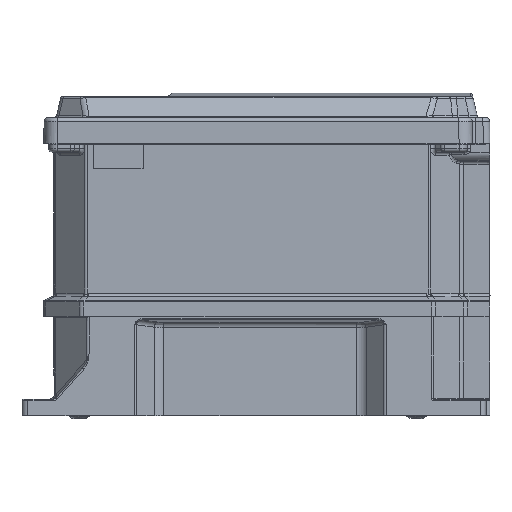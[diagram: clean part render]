
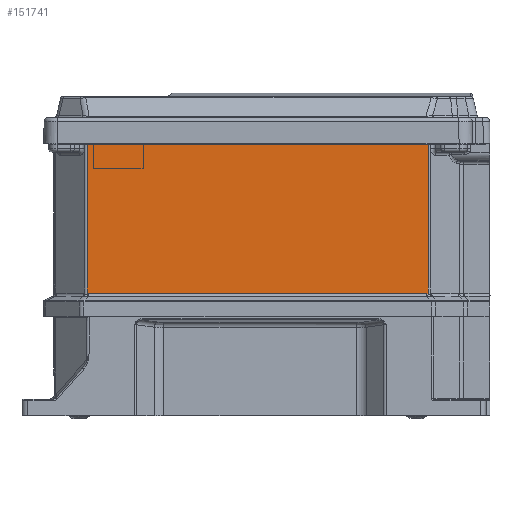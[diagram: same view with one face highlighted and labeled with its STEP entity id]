
A CAD part, left-side view. The second image highlights one B-rep face of the part: STEP entity #151741.
In plain terms, the highlighted face is planar.
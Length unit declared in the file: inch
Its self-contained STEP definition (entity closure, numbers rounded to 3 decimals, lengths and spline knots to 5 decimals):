
#1635 = ORIENTED_EDGE ( 'NONE', *, *, #47031, .F. ) ;
#7358 = CARTESIAN_POINT ( 'NONE',  ( -3.81209, 5.50334, -1.07605 ) ) ;
#8259 = CARTESIAN_POINT ( 'NONE',  ( -3.81209, 5.50334, -4.69979 ) ) ;
#12045 = AXIS2_PLACEMENT_3D ( 'NONE', #177474, #26232, #144467 ) ;
#12805 = ORIENTED_EDGE ( 'NONE', *, *, #37039, .T. ) ;
#19329 = LINE ( 'NONE', #178744, #103397 ) ;
#21512 = B_SPLINE_CURVE_WITH_KNOTS ( 'NONE', 3,
 ( #214254, #64374, #181862, #215727 ),
 .UNSPECIFIED., .F., .F.,
 ( 4, 4 ),
 ( 0., 1. ),
 .UNSPECIFIED. ) ;
#22323 = EDGE_CURVE ( 'NONE', #140037, #149810, #161298, .T. ) ;
#26232 = DIRECTION ( 'NONE',  ( 1., 0., 0. ) ) ;
#37039 = EDGE_CURVE ( 'NONE', #140037, #64351, #165944, .T. ) ;
#41767 = CARTESIAN_POINT ( 'NONE',  ( -3.81209, -2.53049, -1.18235 ) ) ;
#47031 = EDGE_CURVE ( 'NONE', #162837, #167213, #157421, .T. ) ;
#47310 = CARTESIAN_POINT ( 'NONE',  ( -3.81209, -2.53049, -4.69979 ) ) ;
#62518 = EDGE_CURVE ( 'NONE', #162837, #149810, #21512, .T. ) ;
#64351 = VERTEX_POINT ( 'NONE', #189885 ) ;
#64374 = CARTESIAN_POINT ( 'NONE',  ( -3.81209, 5.4913, -4.69901 ) ) ;
#69305 = CARTESIAN_POINT ( 'NONE',  ( -3.81209, -2.49453, -4.69862 ) ) ;
#74770 = PLANE ( 'NONE',  #12045 ) ;
#89532 = DIRECTION ( 'NONE',  ( 0., 1., 0. ) ) ;
#103397 = VECTOR ( 'NONE', #159768, 39.37008 ) ;
#106563 = EDGE_LOOP ( 'NONE', ( #137780, #12805, #116138, #177886, #1635, #211551 ) ) ;
#116138 = ORIENTED_EDGE ( 'NONE', *, *, #116409, .F. ) ;
#116409 = EDGE_CURVE ( 'NONE', #155092, #64351, #19329, .T. ) ;
#120375 = CARTESIAN_POINT ( 'NONE',  ( -3.81209, -2.56311, -4.69862 ) ) ;
#128140 = CARTESIAN_POINT ( 'NONE',  ( -3.81209, -2.50647, -4.69862 ) ) ;
#131051 = CARTESIAN_POINT ( 'NONE',  ( -3.81209, -2.51845, -4.69901 ) ) ;
#137780 = ORIENTED_EDGE ( 'NONE', *, *, #22323, .F. ) ;
#140037 = VERTEX_POINT ( 'NONE', #69305 ) ;
#144467 = DIRECTION ( 'NONE',  ( 0., 1., 0. ) ) ;
#149810 = VERTEX_POINT ( 'NONE', #194773 ) ;
#151741 = ADVANCED_FACE ( 'NONE', ( #168389 ), #74770, .F. ) ;
#153640 = CARTESIAN_POINT ( 'NONE',  ( -3.81209, 5.50334, -1.18235 ) ) ;
#155092 = VERTEX_POINT ( 'NONE', #41767 ) ;
#157421 = LINE ( 'NONE', #7358, #215190 ) ;
#158895 = VECTOR ( 'NONE', #89532, 39.37008 ) ;
#159768 = DIRECTION ( 'NONE',  ( 0., 0., -1. ) ) ;
#161298 = LINE ( 'NONE', #120375, #158895 ) ;
#162837 = VERTEX_POINT ( 'NONE', #8259 ) ;
#165944 = B_SPLINE_CURVE_WITH_KNOTS ( 'NONE', 3,
 ( #211912, #128140, #131051, #47310 ),
 .UNSPECIFIED., .F., .F.,
 ( 4, 4 ),
 ( 0., 1. ),
 .UNSPECIFIED. ) ;
#167213 = VERTEX_POINT ( 'NONE', #153640 ) ;
#168389 = FACE_OUTER_BOUND ( 'NONE', #106563, .T. ) ;
#169223 = LINE ( 'NONE', #206698, #203379 ) ;
#177474 = CARTESIAN_POINT ( 'NONE',  ( -3.81209, -2.56311, -1.07605 ) ) ;
#177656 = DIRECTION ( 'NONE',  ( 0., 0., 1. ) ) ;
#177886 = ORIENTED_EDGE ( 'NONE', *, *, #210713, .F. ) ;
#178744 = CARTESIAN_POINT ( 'NONE',  ( -3.81209, -2.53049, -1.07605 ) ) ;
#181862 = CARTESIAN_POINT ( 'NONE',  ( -3.81209, 5.47931, -4.69862 ) ) ;
#189885 = CARTESIAN_POINT ( 'NONE',  ( -3.81209, -2.53049, -4.69979 ) ) ;
#194773 = CARTESIAN_POINT ( 'NONE',  ( -3.81209, 5.46738, -4.69862 ) ) ;
#203379 = VECTOR ( 'NONE', #205963, 39.37008 ) ;
#205963 = DIRECTION ( 'NONE',  ( 0., -1., 0. ) ) ;
#206698 = CARTESIAN_POINT ( 'NONE',  ( -3.81209, -2.56311, -1.18235 ) ) ;
#210713 = EDGE_CURVE ( 'NONE', #167213, #155092, #169223, .T. ) ;
#211551 = ORIENTED_EDGE ( 'NONE', *, *, #62518, .T. ) ;
#211912 = CARTESIAN_POINT ( 'NONE',  ( -3.81209, -2.49453, -4.69862 ) ) ;
#214254 = CARTESIAN_POINT ( 'NONE',  ( -3.81209, 5.50334, -4.69979 ) ) ;
#215190 = VECTOR ( 'NONE', #177656, 39.37008 ) ;
#215727 = CARTESIAN_POINT ( 'NONE',  ( -3.81209, 5.46738, -4.69862 ) ) ;
